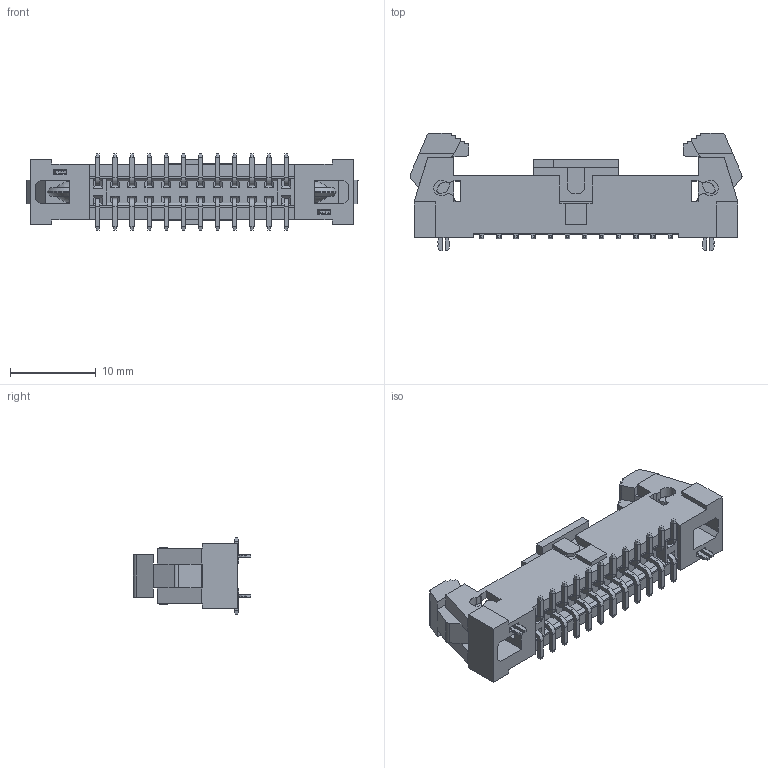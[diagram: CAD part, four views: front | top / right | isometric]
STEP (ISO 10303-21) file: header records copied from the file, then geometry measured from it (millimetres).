
FILE_DESCRIPTION( ('This file contains a STEP AP42 implementation' ,'as created by ZW3D STEP Interface translator.') ,'2;1' );
FILE_NAME( '3221-XXMXXBSX2.stp' ,'231128.142935', (''), ('ZWCAD Software Co.'), 'Version 1.0', 'ZW3D to STEP translator', '' );
FILE_SCHEMA(('AUTOMOTIVE_DESIGN { 1 0 10303 214 1 1 1 1 }'));
Length unit declared in the file: millimetre
Products named in the file (2): 0; 3221-24MXXBSR2
Bounding box: 38.78 x 13.68 x 8.9 mm (x, y, z)
Volume: 1500 mm3; surface area: 2781.6 mm2
Topology: 2 solids, 2 shells, 1139 faces, 2885 edges, 1768 vertices
Faces by surface type: plane 961, bspline 112, cylinder 54, cone 8, sphere 4
Entity records: 37443 total; most frequent: CARTESIAN_POINT 10088, ORIENTED_EDGE 5770, DIRECTION 4831, EDGE_CURVE 2885, VECTOR 2231, LINE 2231, VERTEX_POINT 1768, AXIS2_PLACEMENT_3D 1300
